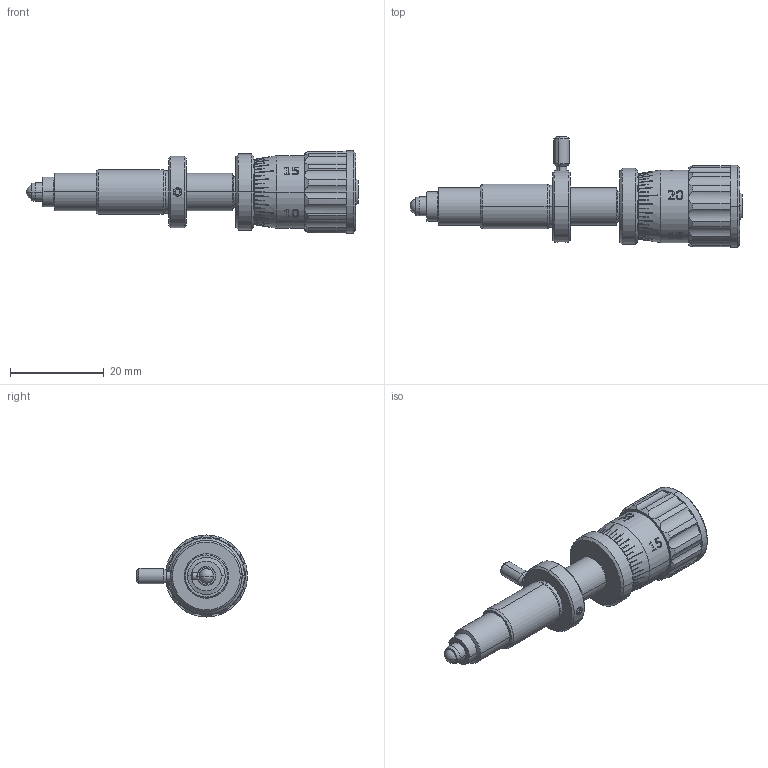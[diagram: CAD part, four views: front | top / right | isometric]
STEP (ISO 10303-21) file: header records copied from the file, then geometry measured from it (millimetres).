
FILE_DESCRIPTION (( 'STEP AP214' ), '1' );
FILE_NAME ('3113-E0W.STEP', '2008-11-03T19:44:15', ( '' ), ( '' ), 'SwSTEP 2.0', 'SolidWorks 2007', '' );
FILE_SCHEMA (( 'AUTOMOTIVE_DESIGN' ));
Length unit declared in the file: millimetre
Products named in the file (1): 3113-E0W
Bounding box: 70.94 x 23.68 x 17.53 mm (x, y, z)
Volume: 7580.7 mm3; surface area: 9819.4 mm2
Topology: 12 solids, 12 shells, 610 faces, 1570 edges, 1017 vertices
Faces by surface type: plane 272, cylinder 146, cone 111, bspline 73, sphere 4, torus 4
Full cylindrical faces by diameter (mm): 12.548 x1
Entity records: 34438 total; most frequent: CARTESIAN_POINT 13384, ORIENTED_EDGE 3128, DIRECTION 2722, EDGE_CURVE 1564, AXIS2_PLACEMENT_3D 1091, VERTEX_POINT 1015, EDGE_LOOP 665, UNCERTAINTY_MEASURE_WITH_UNIT 623
